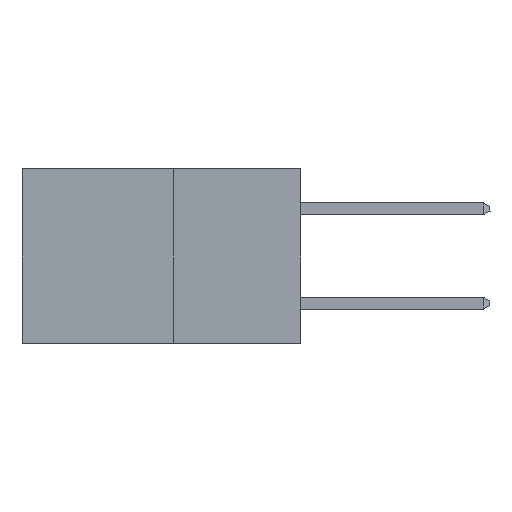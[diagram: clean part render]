
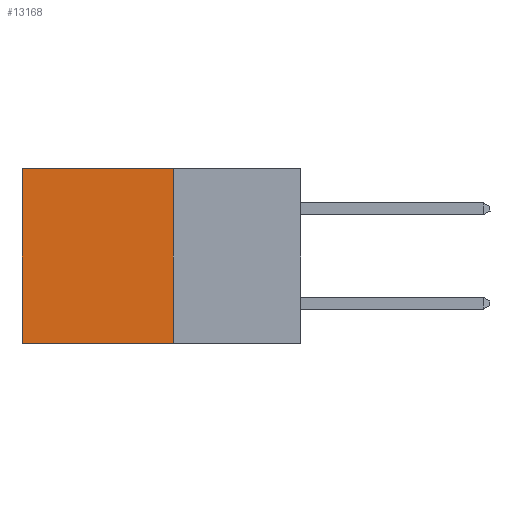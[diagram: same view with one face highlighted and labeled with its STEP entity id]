
A CAD part, left-side view. The second image highlights one B-rep face of the part: STEP entity #13168.
In plain terms, the highlighted planar face has unit normal (-1, 0, 0).
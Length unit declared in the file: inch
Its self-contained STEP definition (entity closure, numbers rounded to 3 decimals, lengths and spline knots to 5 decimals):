
#82 = VECTOR ( 'NONE', #22271, 39.37008 ) ;
#128 = VECTOR ( 'NONE', #22386, 39.37008 ) ;
#1990 = FACE_OUTER_BOUND ( 'NONE', #6765, .T. ) ;
#2933 = PLANE ( 'NONE',  #14031 ) ;
#3114 = VERTEX_POINT ( 'NONE', #13636 ) ;
#3749 = EDGE_CURVE ( 'NONE', #16736, #8314, #8521, .T. ) ;
#3845 = CARTESIAN_POINT ( 'NONE',  ( 0.277, 0.59, 0. ) ) ;
#4686 = DIRECTION ( 'NONE',  ( 0., 0., -1. ) ) ;
#5050 = ORIENTED_EDGE ( 'NONE', *, *, #12622, .T. ) ;
#6765 = EDGE_LOOP ( 'NONE', ( #7660, #10303, #17927, #5050 ) ) ;
#6982 = EDGE_CURVE ( 'NONE', #13410, #3114, #7802, .T. ) ;
#7271 = VECTOR ( 'NONE', #21224, 39.37008 ) ;
#7660 = ORIENTED_EDGE ( 'NONE', *, *, #6982, .T. ) ;
#7802 = LINE ( 'NONE', #12109, #128 ) ;
#8314 = VERTEX_POINT ( 'NONE', #11900 ) ;
#8521 = LINE ( 'NONE', #15132, #21736 ) ;
#9390 = LINE ( 'NONE', #10204, #82 ) ;
#9693 = CARTESIAN_POINT ( 'NONE',  ( 0.277, 0.27, 0. ) ) ;
#10204 = CARTESIAN_POINT ( 'NONE',  ( 0.277, 0.27, 0. ) ) ;
#10303 = ORIENTED_EDGE ( 'NONE', *, *, #11328, .F. ) ;
#11328 = EDGE_CURVE ( 'NONE', #8314, #3114, #21055, .T. ) ;
#11900 = CARTESIAN_POINT ( 'NONE',  ( 0.277, 0.27, -0.37 ) ) ;
#12109 = CARTESIAN_POINT ( 'NONE',  ( 0.277, 0.59, -0.37 ) ) ;
#12622 = EDGE_CURVE ( 'NONE', #16736, #13410, #9390, .T. ) ;
#13168 = ADVANCED_FACE ( 'NONE', ( #1990 ), #2933, .F. ) ;
#13382 = CARTESIAN_POINT ( 'NONE',  ( 0.277, 0.27, -0.37 ) ) ;
#13410 = VERTEX_POINT ( 'NONE', #3845 ) ;
#13636 = CARTESIAN_POINT ( 'NONE',  ( 0.277, 0.59, -0.37 ) ) ;
#14031 = AXIS2_PLACEMENT_3D ( 'NONE', #13382, #15133, #4686 ) ;
#15132 = CARTESIAN_POINT ( 'NONE',  ( 0.277, 0.27, -0.37 ) ) ;
#15133 = DIRECTION ( 'NONE',  ( 1., 0., 0. ) ) ;
#16736 = VERTEX_POINT ( 'NONE', #9693 ) ;
#17927 = ORIENTED_EDGE ( 'NONE', *, *, #3749, .F. ) ;
#18577 = DIRECTION ( 'NONE',  ( 0., 0., -1. ) ) ;
#21055 = LINE ( 'NONE', #21160, #7271 ) ;
#21160 = CARTESIAN_POINT ( 'NONE',  ( 0.277, 0.27, -0.37 ) ) ;
#21224 = DIRECTION ( 'NONE',  ( 0., 1., 0. ) ) ;
#21736 = VECTOR ( 'NONE', #18577, 39.37008 ) ;
#22271 = DIRECTION ( 'NONE',  ( 0., 1., 0. ) ) ;
#22386 = DIRECTION ( 'NONE',  ( 0., 0., -1. ) ) ;
